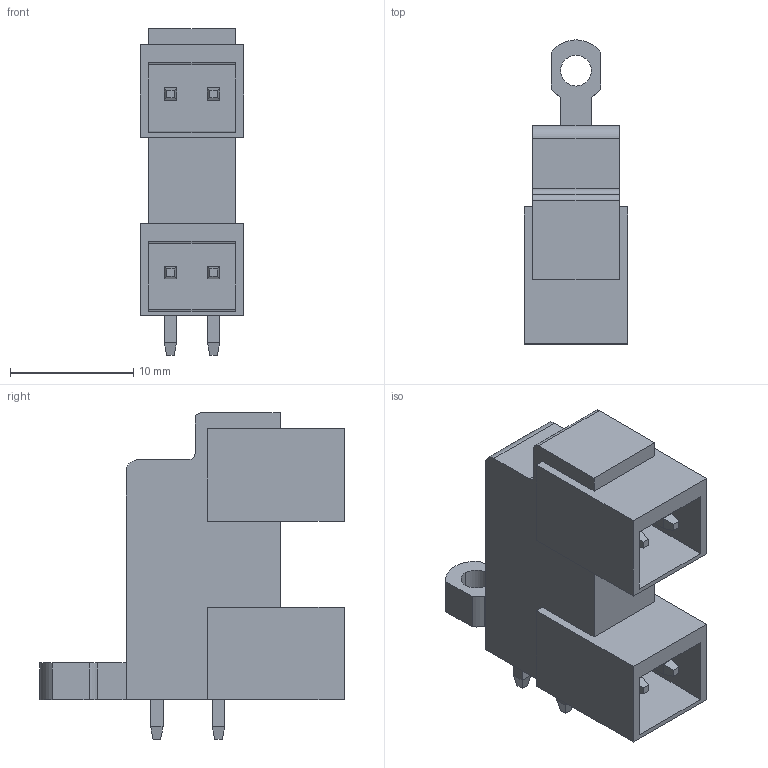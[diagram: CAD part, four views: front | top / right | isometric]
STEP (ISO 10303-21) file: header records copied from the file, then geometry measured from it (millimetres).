
FILE_DESCRIPTION(('CATIA V5 STEP Exchange','CAx-IF Rec.Pracs.--- Model Styling and Organization---1.2---2011-12-15'),'2;1');
FILE_NAME ('D1453941_0_1633580000_1633580000.stp','2018-11-10T09:01:00+00:00',('none'),('Weidmueller'),'CATIA Version 5-6 Release 2014','CATIA V5 STEP AP214','none');
FILE_SCHEMA(('AUTOMOTIVE_DESIGN { 1 0 10303 214 1 1 1 1 }'));
Length unit declared in the file: millimetre
Products named in the file (1): 1633580000
Bounding box: 8.4 x 24.7 x 26.5 mm (x, y, z)
Volume: 2138.8 mm3; surface area: 2588.4 mm2
Topology: 5 solids, 5 shells, 134 faces, 334 edges, 212 vertices
Faces by surface type: plane 125, cylinder 9
Entity records: 3630 total; most frequent: ORIENTED_EDGE 668, CARTESIAN_POINT 664, DIRECTION 472, EDGE_CURVE 334, VECTOR 284, LINE 284, VERTEX_POINT 212, EDGE_LOOP 146
